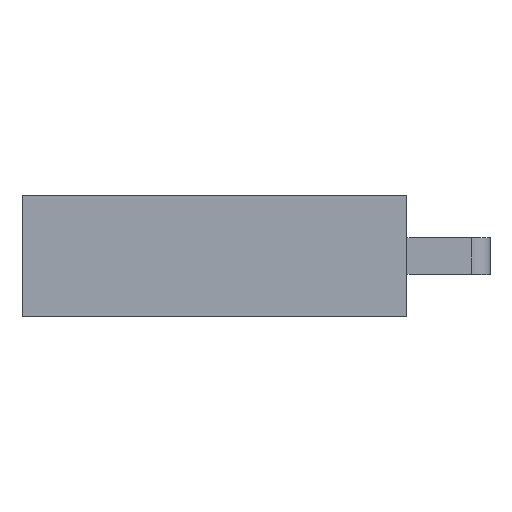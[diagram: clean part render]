
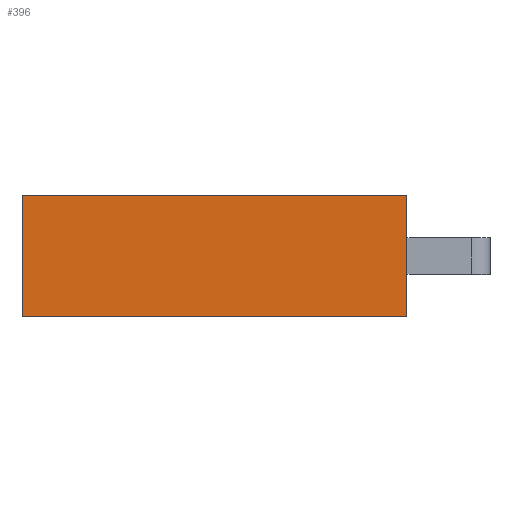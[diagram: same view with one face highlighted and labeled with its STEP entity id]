
A CAD part, top view. The second image highlights one B-rep face of the part: STEP entity #396.
In plain terms, the highlighted planar face has unit normal (0, 0, 1).
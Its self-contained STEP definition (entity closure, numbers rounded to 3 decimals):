
#34=VECTOR('',#35,1.);
#35=DIRECTION('',(0.,1.,0.));
#66=DIRECTION('',(0.,0.,-1.));
#102=DIRECTION('',(-1.,0.,0.));
#158=VECTOR('',#102,1.);
#186=VERTEX_POINT('',#187);
#187=CARTESIAN_POINT('',(-7.62,-1.,2.));
#190=EDGE_CURVE('',#191,#186,#193,.T.);
#191=VERTEX_POINT('',#192);
#192=CARTESIAN_POINT('',(-1.27,-1.,2.));
#193=LINE('',#192,#158);
#207=VERTEX_POINT('',#208);
#208=CARTESIAN_POINT('',(-1.27,1.,2.));
#211=EDGE_CURVE('',#207,#212,#214,.T.);
#212=VERTEX_POINT('',#213);
#213=CARTESIAN_POINT('',(-7.62,1.,2.));
#214=LINE('',#208,#158);
#382=EDGE_CURVE('',#191,#207,#383,.T.);
#383=LINE('',#192,#34);
#396=ADVANCED_FACE('',(#397),#405,.F.);
#397=FACE_BOUND('',#398,.F.);
#398=EDGE_LOOP('',(#399,#400,#403,#404));
#399=ORIENTED_EDGE('',*,*,#190,.T.);
#400=ORIENTED_EDGE('',*,*,#401,.T.);
#401=EDGE_CURVE('',#186,#212,#402,.T.);
#402=LINE('',#187,#34);
#403=ORIENTED_EDGE('',*,*,#211,.F.);
#404=ORIENTED_EDGE('',*,*,#382,.F.);
#405=PLANE('',#406);
#406=AXIS2_PLACEMENT_3D('',#192,#66,#35);
